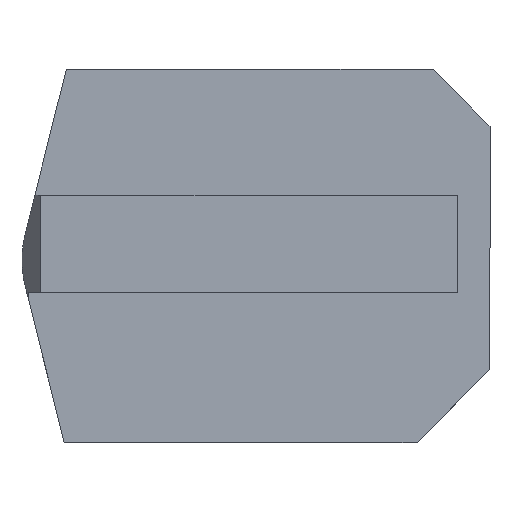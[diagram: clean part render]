
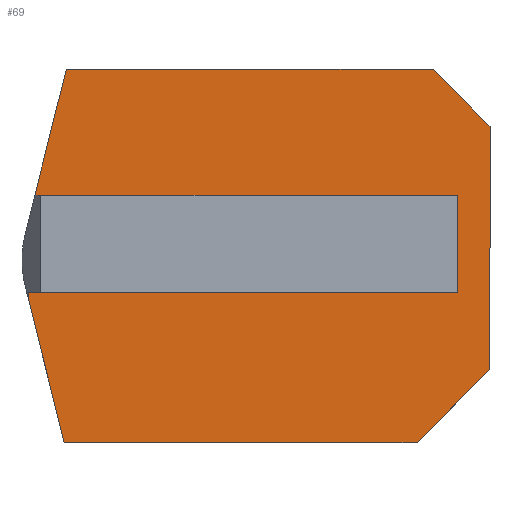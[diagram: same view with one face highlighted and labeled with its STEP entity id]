
A CAD part, top view. The second image highlights one B-rep face of the part: STEP entity #69.
In plain terms, the highlighted planar face has unit normal (0, 0, 1).
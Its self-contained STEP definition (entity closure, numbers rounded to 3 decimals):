
#45=FACE_OUTER_BOUND('',#115,.T.);
#69=ADVANCED_FACE('',(#45),#93,.T.);
#93=PLANE('',#491);
#115=EDGE_LOOP('',(#244,#245,#246,#247,#248,#249,#250,#251,#252,#253,#254));
#147=LINE('',#670,#194);
#148=LINE('',#673,#195);
#149=LINE('',#675,#196);
#150=LINE('',#677,#197);
#151=LINE('',#679,#198);
#152=LINE('',#681,#199);
#153=LINE('',#683,#200);
#154=LINE('',#685,#201);
#155=LINE('',#687,#202);
#156=LINE('',#689,#203);
#157=LINE('',#691,#204);
#194=VECTOR('',#544,1.);
#195=VECTOR('',#545,1.);
#196=VECTOR('',#546,1.);
#197=VECTOR('',#547,1.);
#198=VECTOR('',#548,1.);
#199=VECTOR('',#549,1.);
#200=VECTOR('',#550,1.);
#201=VECTOR('',#551,1.);
#202=VECTOR('',#552,1.);
#203=VECTOR('',#553,1.);
#204=VECTOR('',#554,1.);
#244=ORIENTED_EDGE('',*,*,#400,.F.);
#245=ORIENTED_EDGE('',*,*,#401,.T.);
#246=ORIENTED_EDGE('',*,*,#402,.T.);
#247=ORIENTED_EDGE('',*,*,#403,.T.);
#248=ORIENTED_EDGE('',*,*,#404,.F.);
#249=ORIENTED_EDGE('',*,*,#405,.T.);
#250=ORIENTED_EDGE('',*,*,#406,.F.);
#251=ORIENTED_EDGE('',*,*,#407,.T.);
#252=ORIENTED_EDGE('',*,*,#408,.T.);
#253=ORIENTED_EDGE('',*,*,#409,.T.);
#254=ORIENTED_EDGE('',*,*,#410,.F.);
#362=VERTEX_POINT('',#671);
#363=VERTEX_POINT('',#672);
#364=VERTEX_POINT('',#674);
#365=VERTEX_POINT('',#676);
#366=VERTEX_POINT('',#678);
#367=VERTEX_POINT('',#680);
#368=VERTEX_POINT('',#682);
#369=VERTEX_POINT('',#684);
#370=VERTEX_POINT('',#686);
#371=VERTEX_POINT('',#688);
#372=VERTEX_POINT('',#690);
#400=EDGE_CURVE('',#362,#363,#147,.T.);
#401=EDGE_CURVE('',#362,#364,#148,.T.);
#402=EDGE_CURVE('',#364,#365,#149,.T.);
#403=EDGE_CURVE('',#365,#366,#150,.T.);
#404=EDGE_CURVE('',#367,#366,#151,.T.);
#405=EDGE_CURVE('',#367,#368,#152,.T.);
#406=EDGE_CURVE('',#369,#368,#153,.T.);
#407=EDGE_CURVE('',#369,#370,#154,.T.);
#408=EDGE_CURVE('',#370,#371,#155,.T.);
#409=EDGE_CURVE('',#371,#372,#156,.T.);
#410=EDGE_CURVE('',#363,#372,#157,.T.);
#491=AXIS2_PLACEMENT_3D('',#692,#555,#556);
#544=DIRECTION('',(0.,1.,0.));
#545=DIRECTION('',(0.242,-0.97,0.));
#546=DIRECTION('',(1.,0.,0.));
#547=DIRECTION('',(0.707,0.707,0.));
#548=DIRECTION('',(0.,-1.,0.));
#549=DIRECTION('',(-0.707,0.707,0.));
#550=DIRECTION('',(1.,0.,0.));
#551=DIRECTION('',(-0.242,-0.97,0.));
#552=DIRECTION('',(1.,0.,0.));
#553=DIRECTION('',(0.,-1.,0.));
#554=DIRECTION('',(1.,0.,0.));
#555=DIRECTION('',(0.,0.,1.));
#556=DIRECTION('',(0.,-1.,0.));
#670=CARTESIAN_POINT('',(-113.819,-50.527,0.));
#671=CARTESIAN_POINT('',(-113.819,-7.733,0.));
#672=CARTESIAN_POINT('',(-113.819,-6.,0.));
#673=CARTESIAN_POINT('',(-113.415,-9.355,0.));
#674=CARTESIAN_POINT('',(-105.026,-43.,0.));
#675=CARTESIAN_POINT('',(-116.,-43.,0.));
#676=CARTESIAN_POINT('',(-18.,-43.,0.));
#677=CARTESIAN_POINT('',(-50.5,-75.5,0.));
#678=CARTESIAN_POINT('',(0.,-25.,0.));
#679=CARTESIAN_POINT('',(0.,-10.,0.));
#680=CARTESIAN_POINT('',(0.,35.,0.));
#681=CARTESIAN_POINT('',(-35.5,70.5,0.));
#682=CARTESIAN_POINT('',(-14.,49.,0.));
#683=CARTESIAN_POINT('',(-116.,49.,0.));
#684=CARTESIAN_POINT('',(-104.528,49.,0.));
#685=CARTESIAN_POINT('',(-119.048,-9.24,0.));
#686=CARTESIAN_POINT('',(-112.257,18.,0.));
#687=CARTESIAN_POINT('',(-117.,18.,0.));
#688=CARTESIAN_POINT('',(-8.,18.,0.));
#689=CARTESIAN_POINT('',(-8.,18.,0.));
#690=CARTESIAN_POINT('',(-8.,-6.,0.));
#691=CARTESIAN_POINT('',(-117.,-6.,0.));
#692=CARTESIAN_POINT('',(-116.,-10.,0.));
